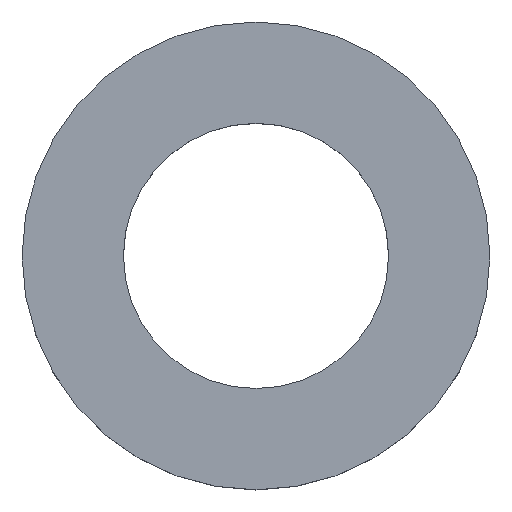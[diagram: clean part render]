
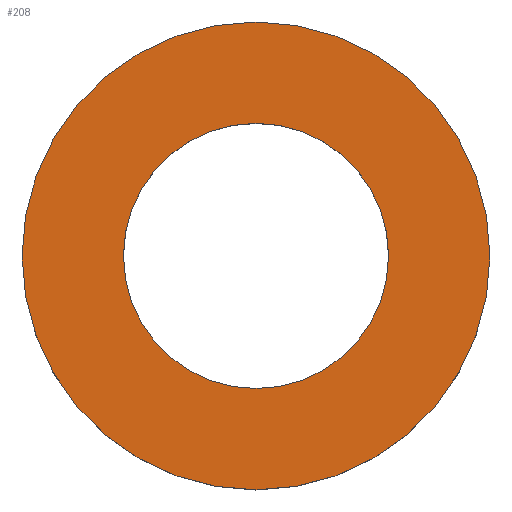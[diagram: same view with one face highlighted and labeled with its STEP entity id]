
A CAD part, top view. The second image highlights one B-rep face of the part: STEP entity #208.
In plain terms, the highlighted planar face has unit normal (0, 0, 1).
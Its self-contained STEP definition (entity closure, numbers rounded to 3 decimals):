
#42 = VERTEX_POINT('',#43);
#43 = CARTESIAN_POINT('',(3.,0.,1.));
#50 = CYLINDRICAL_SURFACE('',#51,3.);
#51 = AXIS2_PLACEMENT_3D('',#52,#53,#54);
#52 = CARTESIAN_POINT('',(0.,0.,0.));
#53 = DIRECTION('',(-0.,-0.,-1.));
#54 = DIRECTION('',(1.,0.,0.));
#69 = EDGE_CURVE('',#42,#42,#70,.T.);
#70 = SURFACE_CURVE('',#71,(#76,#83),.PCURVE_S1.);
#71 = CIRCLE('',#72,3.);
#72 = AXIS2_PLACEMENT_3D('',#73,#74,#75);
#73 = CARTESIAN_POINT('',(0.,0.,1.));
#74 = DIRECTION('',(0.,0.,1.));
#75 = DIRECTION('',(1.,0.,0.));
#76 = PCURVE('',#50,#77);
#77 = DEFINITIONAL_REPRESENTATION('',(#78),#82);
#78 = LINE('',#79,#80);
#79 = CARTESIAN_POINT('',(-0.,-1.));
#80 = VECTOR('',#81,1.);
#81 = DIRECTION('',(-1.,0.));
#82 = ( GEOMETRIC_REPRESENTATION_CONTEXT(2) 
PARAMETRIC_REPRESENTATION_CONTEXT() REPRESENTATION_CONTEXT('2D SPACE',''
  ) );
#83 = PCURVE('',#84,#89);
#84 = PLANE('',#85);
#85 = AXIS2_PLACEMENT_3D('',#86,#87,#88);
#86 = CARTESIAN_POINT('',(0.,0.,1.));
#87 = DIRECTION('',(0.,0.,1.));
#88 = DIRECTION('',(1.,0.,0.));
#89 = DEFINITIONAL_REPRESENTATION('',(#90),#94);
#90 = CIRCLE('',#91,3.);
#91 = AXIS2_PLACEMENT_2D('',#92,#93);
#92 = CARTESIAN_POINT('',(0.,0.));
#93 = DIRECTION('',(1.,0.));
#94 = ( GEOMETRIC_REPRESENTATION_CONTEXT(2) 
PARAMETRIC_REPRESENTATION_CONTEXT() REPRESENTATION_CONTEXT('2D SPACE',''
  ) );
#130 = VERTEX_POINT('',#131);
#131 = CARTESIAN_POINT('',(1.7,0.,1.));
#138 = CYLINDRICAL_SURFACE('',#139,1.7);
#139 = AXIS2_PLACEMENT_3D('',#140,#141,#142);
#140 = CARTESIAN_POINT('',(0.,0.,0.));
#141 = DIRECTION('',(-0.,-0.,-1.));
#142 = DIRECTION('',(1.,0.,0.));
#157 = EDGE_CURVE('',#130,#130,#158,.T.);
#158 = SURFACE_CURVE('',#159,(#164,#171),.PCURVE_S1.);
#159 = CIRCLE('',#160,1.7);
#160 = AXIS2_PLACEMENT_3D('',#161,#162,#163);
#161 = CARTESIAN_POINT('',(0.,0.,1.));
#162 = DIRECTION('',(0.,0.,1.));
#163 = DIRECTION('',(1.,0.,0.));
#164 = PCURVE('',#138,#165);
#165 = DEFINITIONAL_REPRESENTATION('',(#166),#170);
#166 = LINE('',#167,#168);
#167 = CARTESIAN_POINT('',(-0.,-1.));
#168 = VECTOR('',#169,1.);
#169 = DIRECTION('',(-1.,0.));
#170 = ( GEOMETRIC_REPRESENTATION_CONTEXT(2) 
PARAMETRIC_REPRESENTATION_CONTEXT() REPRESENTATION_CONTEXT('2D SPACE',''
  ) );
#171 = PCURVE('',#84,#172);
#172 = DEFINITIONAL_REPRESENTATION('',(#173),#177);
#173 = CIRCLE('',#174,1.7);
#174 = AXIS2_PLACEMENT_2D('',#175,#176);
#175 = CARTESIAN_POINT('',(0.,0.));
#176 = DIRECTION('',(1.,0.));
#177 = ( GEOMETRIC_REPRESENTATION_CONTEXT(2) 
PARAMETRIC_REPRESENTATION_CONTEXT() REPRESENTATION_CONTEXT('2D SPACE',''
  ) );
#208 = ADVANCED_FACE('',(#209,#212),#84,.T.);
#209 = FACE_BOUND('',#210,.T.);
#210 = EDGE_LOOP('',(#211));
#211 = ORIENTED_EDGE('',*,*,#69,.T.);
#212 = FACE_BOUND('',#213,.F.);
#213 = EDGE_LOOP('',(#214));
#214 = ORIENTED_EDGE('',*,*,#157,.T.);
